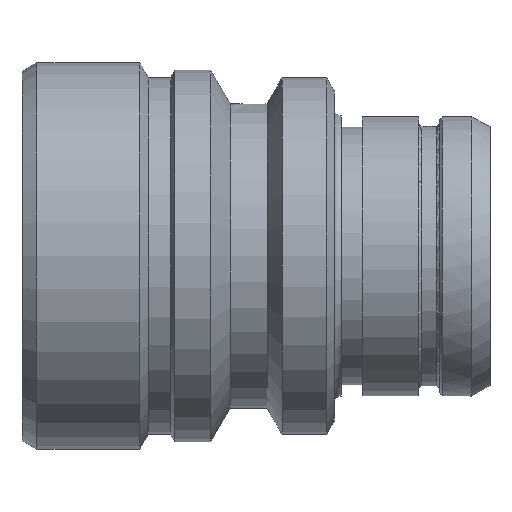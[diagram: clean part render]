
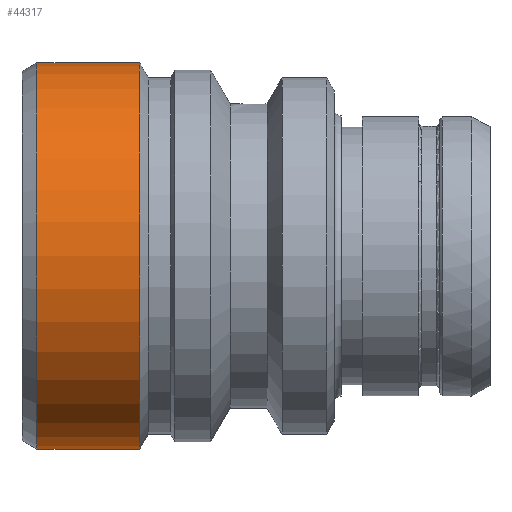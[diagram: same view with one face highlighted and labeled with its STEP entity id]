
A CAD part, top view. The second image highlights one B-rep face of the part: STEP entity #44317.
In plain terms, the highlighted cylindrical face has radius 13 mm (diameter 26 mm), a partial arc.
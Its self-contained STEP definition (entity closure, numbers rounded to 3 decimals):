
#284=CARTESIAN_POINT('',(-20.,0.,0.));
#285=DIRECTION('',(1.,0.,0.));
#286=DIRECTION('',(0.,1.,0.));
#287=AXIS2_PLACEMENT_3D('',#284,#285,#286);
#289=CARTESIAN_POINT('',(-13.077,0.,0.));
#290=DIRECTION('',(1.,0.,0.));
#291=DIRECTION('',(0.,1.,0.));
#292=AXIS2_PLACEMENT_3D('',#289,#290,#291);
#294=DIRECTION('',(-1.,0.,0.));
#295=VECTOR('',#294,6.923);
#296=CARTESIAN_POINT('',(-13.077,13.,0.));
#297=LINE('3053',#296,#295);
#298=DIRECTION('',(-1.,0.,0.));
#299=VECTOR('',#298,6.923);
#300=CARTESIAN_POINT('',(-13.077,-13.,0.));
#301=LINE('3069',#300,#299);
#36363=CARTESIAN_POINT('',(-13.077,13.,0.));
#36364=VERTEX_POINT('',#36363);
#36365=CARTESIAN_POINT('',(-20.,13.,0.));
#36366=VERTEX_POINT('',#36365);
#36403=CARTESIAN_POINT('',(-13.077,-13.,0.));
#36404=VERTEX_POINT('',#36403);
#36405=CARTESIAN_POINT('',(-20.,-13.,0.));
#36406=VERTEX_POINT('',#36405);
#44303=CARTESIAN_POINT('',(-22.575,0.,0.));
#44304=DIRECTION('',(1.,0.,0.));
#44305=DIRECTION('',(0.,-1.,0.));
#44306=AXIS2_PLACEMENT_3D('',#44303,#44304,#44305);
#44307=CYLINDRICAL_SURFACE('277',#44306,13.);
#44309=ORIENTED_EDGE('3053',*,*,#44308,.F.);
#44311=ORIENTED_EDGE('3088',*,*,#44310,.T.);
#44313=ORIENTED_EDGE('3069',*,*,#44312,.T.);
#44314=ORIENTED_EDGE('3089',*,*,#44289,.F.);
#44315=EDGE_LOOP('277',(#44309,#44311,#44313,#44314));
#44316=FACE_OUTER_BOUND('277',#44315,.F.);
#288=CIRCLE('3089',#287,13.);
#293=CIRCLE('3088',#292,13.);
#44289=EDGE_CURVE('3089',#36366,#36406,#288,.T.);
#44308=EDGE_CURVE('3053',#36364,#36366,#297,.T.);
#44310=EDGE_CURVE('3088',#36364,#36404,#293,.T.);
#44312=EDGE_CURVE('3069',#36404,#36406,#301,.T.);
#44317=ADVANCED_FACE('277',(#44316),#44307,.T.);
